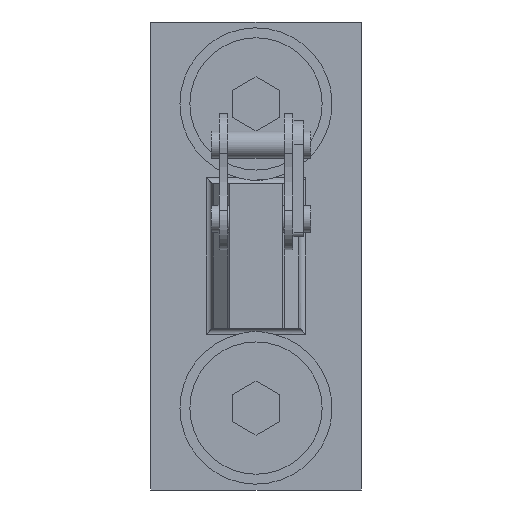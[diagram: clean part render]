
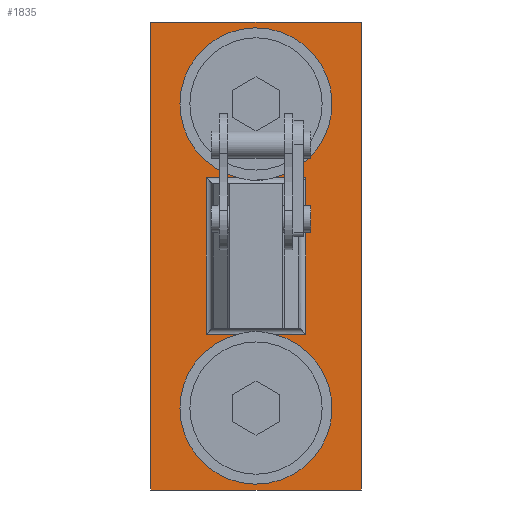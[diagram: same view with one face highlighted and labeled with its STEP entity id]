
A CAD part, front view. The second image highlights one B-rep face of the part: STEP entity #1835.
In plain terms, the highlighted planar face has unit normal (0, -1, 0).
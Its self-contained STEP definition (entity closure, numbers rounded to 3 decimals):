
#70=FACE_BOUND('',#376,.T.);
#94=PLANE('',#1971);
#150=CIRCLE('',#1968,6.5);
#152=CIRCLE('',#1970,6.5);
#153=CIRCLE('',#1972,6.5);
#154=CIRCLE('',#1973,6.5);
#260=FACE_OUTER_BOUND('',#375,.T.);
#375=EDGE_LOOP('',(#1341,#1342,#1343,#1344));
#376=EDGE_LOOP('',(#1345,#1346,#1347,#1348,#1349,#1350,#1351,#1352,#1353,
#1354));
#485=LINE('',#2790,#641);
#487=LINE('',#2797,#643);
#488=LINE('',#2816,#644);
#490=LINE('',#2823,#646);
#512=LINE('',#2886,#668);
#514=LINE('',#2889,#670);
#522=LINE('',#2917,#678);
#523=LINE('',#2919,#679);
#524=LINE('',#2921,#680);
#525=LINE('',#2922,#681);
#641=VECTOR('',#2163,1.);
#643=VECTOR('',#2169,1.);
#644=VECTOR('',#2172,1.);
#646=VECTOR('',#2178,1.);
#668=VECTOR('',#2240,1.);
#670=VECTOR('',#2244,1.);
#678=VECTOR('',#2278,1.);
#679=VECTOR('',#2279,1.);
#680=VECTOR('',#2280,1.);
#681=VECTOR('',#2281,1.);
#799=VERTEX_POINT('',#2773);
#800=VERTEX_POINT('',#2774);
#801=VERTEX_POINT('',#2789);
#804=VERTEX_POINT('',#2795);
#805=VERTEX_POINT('',#2799);
#806=VERTEX_POINT('',#2800);
#807=VERTEX_POINT('',#2815);
#810=VERTEX_POINT('',#2821);
#835=VERTEX_POINT('',#2908);
#837=VERTEX_POINT('',#2915);
#838=VERTEX_POINT('',#2916);
#839=VERTEX_POINT('',#2918);
#840=VERTEX_POINT('',#2920);
#841=VERTEX_POINT('',#2923);
#972=EDGE_CURVE('',#799,#801,#485,.T.);
#976=EDGE_CURVE('',#804,#800,#487,.T.);
#978=EDGE_CURVE('',#805,#807,#488,.T.);
#982=EDGE_CURVE('',#810,#806,#490,.T.);
#1014=EDGE_CURVE('',#801,#810,#512,.T.);
#1016=EDGE_CURVE('',#807,#804,#514,.T.);
#1025=EDGE_CURVE('',#800,#835,#150,.T.);
#1028=EDGE_CURVE('',#835,#799,#152,.T.);
#1029=EDGE_CURVE('',#837,#838,#522,.T.);
#1030=EDGE_CURVE('',#839,#837,#523,.T.);
#1031=EDGE_CURVE('',#840,#839,#524,.T.);
#1032=EDGE_CURVE('',#838,#840,#525,.T.);
#1033=EDGE_CURVE('',#841,#805,#153,.T.);
#1034=EDGE_CURVE('',#806,#841,#154,.T.);
#1341=ORIENTED_EDGE('',*,*,#1029,.F.);
#1342=ORIENTED_EDGE('',*,*,#1030,.F.);
#1343=ORIENTED_EDGE('',*,*,#1031,.F.);
#1344=ORIENTED_EDGE('',*,*,#1032,.F.);
#1345=ORIENTED_EDGE('',*,*,#972,.F.);
#1346=ORIENTED_EDGE('',*,*,#1028,.F.);
#1347=ORIENTED_EDGE('',*,*,#1025,.F.);
#1348=ORIENTED_EDGE('',*,*,#976,.F.);
#1349=ORIENTED_EDGE('',*,*,#1016,.F.);
#1350=ORIENTED_EDGE('',*,*,#978,.F.);
#1351=ORIENTED_EDGE('',*,*,#1033,.F.);
#1352=ORIENTED_EDGE('',*,*,#1034,.F.);
#1353=ORIENTED_EDGE('',*,*,#982,.F.);
#1354=ORIENTED_EDGE('',*,*,#1014,.F.);
#1835=ADVANCED_FACE('',(#260,#70),#94,.F.);
#1968=AXIS2_PLACEMENT_3D('',#2909,#2269,#2270);
#1970=AXIS2_PLACEMENT_3D('',#2913,#2274,#2275);
#1971=AXIS2_PLACEMENT_3D('',#2914,#2276,#2277);
#1972=AXIS2_PLACEMENT_3D('',#2924,#2282,#2283);
#1973=AXIS2_PLACEMENT_3D('',#2925,#2284,#2285);
#2163=DIRECTION('',(1.,0.,0.));
#2169=DIRECTION('',(1.,0.,0.));
#2172=DIRECTION('',(-1.,0.,0.));
#2178=DIRECTION('',(-1.,0.,0.));
#2240=DIRECTION('',(0.,0.,1.));
#2244=DIRECTION('',(0.,0.,-1.));
#2269=DIRECTION('center_axis',(0.,-1.,0.));
#2270=DIRECTION('ref_axis',(1.,0.,0.));
#2274=DIRECTION('center_axis',(0.,-1.,0.));
#2275=DIRECTION('ref_axis',(1.,0.,0.));
#2276=DIRECTION('center_axis',(0.,1.,0.));
#2277=DIRECTION('ref_axis',(0.,0.,1.));
#2278=DIRECTION('',(-1.,0.,0.));
#2279=DIRECTION('',(0.,0.,-1.));
#2280=DIRECTION('',(1.,0.,0.));
#2281=DIRECTION('',(0.,0.,1.));
#2282=DIRECTION('center_axis',(0.,-1.,0.));
#2283=DIRECTION('ref_axis',(1.,0.,0.));
#2284=DIRECTION('center_axis',(0.,-1.,0.));
#2285=DIRECTION('ref_axis',(1.,0.,0.));
#2773=CARTESIAN_POINT('',(1.498,-5.,-26.675));
#2774=CARTESIAN_POINT('',(-1.498,-5.,-26.675));
#2789=CARTESIAN_POINT('',(4.25,-5.,-26.675));
#2790=CARTESIAN_POINT('',(6.55,-5.,-26.675));
#2795=CARTESIAN_POINT('',(-4.25,-5.,-26.675));
#2797=CARTESIAN_POINT('',(6.55,-5.,-26.675));
#2799=CARTESIAN_POINT('',(-1.498,-5.,-13.325));
#2800=CARTESIAN_POINT('',(1.498,-5.,-13.325));
#2815=CARTESIAN_POINT('',(-4.25,-5.,-13.325));
#2816=CARTESIAN_POINT('',(4.5,-5.,-13.325));
#2821=CARTESIAN_POINT('',(4.25,-5.,-13.325));
#2823=CARTESIAN_POINT('',(4.5,-5.,-13.325));
#2886=CARTESIAN_POINT('',(4.25,-5.,-27.5));
#2889=CARTESIAN_POINT('',(-4.25,-5.,-27.5));
#2908=CARTESIAN_POINT('',(-6.5,-5.,-33.));
#2909=CARTESIAN_POINT('Origin',(0.,-5.,
-33.));
#2913=CARTESIAN_POINT('Origin',(0.,-5.,
-33.));
#2914=CARTESIAN_POINT('Origin',(9.,-5.,-40.));
#2915=CARTESIAN_POINT('',(9.,-5.,-40.));
#2916=CARTESIAN_POINT('',(-9.,-5.,-40.));
#2917=CARTESIAN_POINT('',(-9.,-5.,-40.));
#2918=CARTESIAN_POINT('',(9.,-5.,0.));
#2919=CARTESIAN_POINT('',(9.,-5.,-40.));
#2920=CARTESIAN_POINT('',(-9.,-5.,0.));
#2921=CARTESIAN_POINT('',(9.,-5.,0.));
#2922=CARTESIAN_POINT('',(-9.,-5.,0.));
#2923=CARTESIAN_POINT('',(-6.5,-5.,-7.));
#2924=CARTESIAN_POINT('Origin',(0.,-5.,
-7.));
#2925=CARTESIAN_POINT('Origin',(0.,-5.,
-7.));
